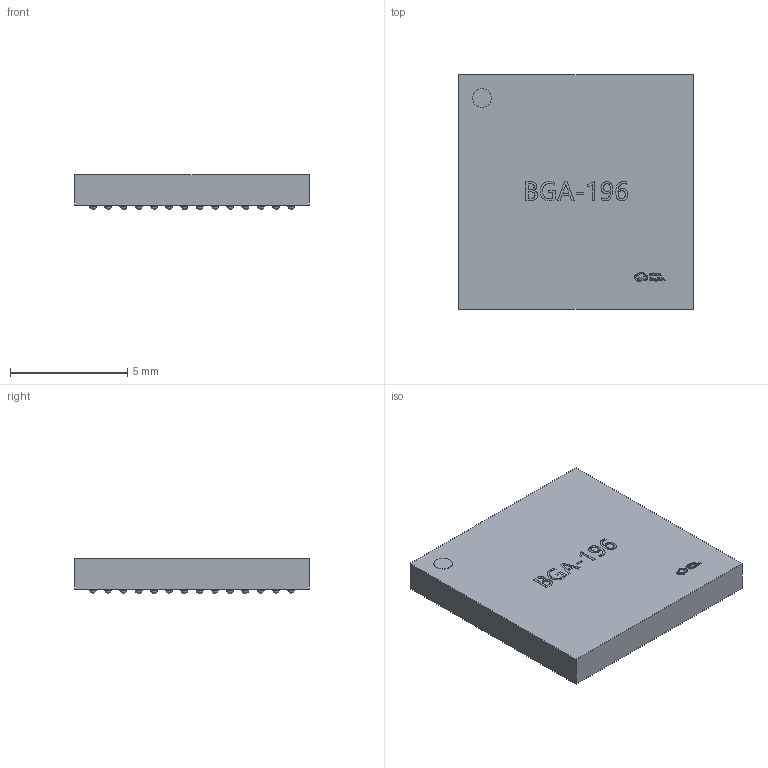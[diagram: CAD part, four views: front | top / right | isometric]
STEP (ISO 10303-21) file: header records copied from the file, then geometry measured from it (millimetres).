
FILE_DESCRIPTION (( 'STEP AP214' ), '1' );
FILE_NAME ('BGA-196_L10.0-W10.0-H1.5-P0.65.step', '2022-06-22T13:12:38', ( '' ), ( '' ), 'SwSTEP 2.0', 'SolidWorks 2020', '' );
FILE_SCHEMA (( 'AUTOMOTIVE_DESIGN' ));
Length unit declared in the file: millimetre
Products named in the file (1): BGA-196_L10.0-W10.0-H1.5-P0.65
Bounding box: 10 x 10 x 1.51 mm (x, y, z)
Volume: 132 mm3; surface area: 277.4 mm2
Topology: 1 solids, 1 shells, 787 faces, 2642 edges, 1884 vertices
Faces by surface type: sphere 392, plane 236, bspline 157, cylinder 2
Entity records: 35618 total; most frequent: CARTESIAN_POINT 8981, ORIENTED_EDGE 3704, DIRECTION 3584, EDGE_CURVE 1852, VERTEX_POINT 1486, AXIS2_PLACEMENT_3D 1425, EDGE_LOOP 1212, CIRCLE 794
